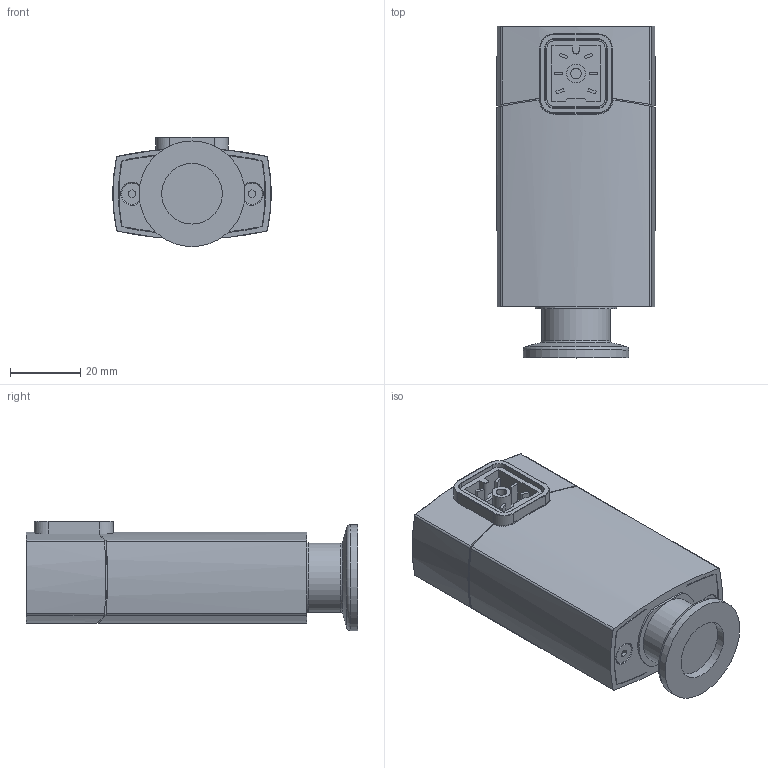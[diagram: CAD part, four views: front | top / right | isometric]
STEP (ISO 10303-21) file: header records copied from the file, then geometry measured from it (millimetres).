
FILE_DESCRIPTION((''),'2;1');
FILE_NAME('Bauteil5.stp','2012-05-16T10:40:19',('BEM'),(''),'Autodesk Inventor 2012','Autodesk Inventor 2012','');
FILE_SCHEMA(('AUTOMOTIVE_DESIGN { 1 0 10303 214 1 1 1 1 }'));
Length unit declared in the file: millimetre
Products named in the file (1): Bauteil5
Bounding box: 45 x 94.21 x 31 mm (x, y, z)
Volume: 26765.3 mm3; surface area: 36352.3 mm2
Topology: 1 solids, 1 shells, 715 faces, 1955 edges, 1275 vertices
Faces by surface type: plane 363, cylinder 250, cone 41, bspline 38, torus 23
Full cylindrical faces by diameter (mm): 0.8 x12, 1.2 x2, 1.3 x1, 2.013 x2, 2.4 x1, 2.6 x3, 2.8 x1, 2.9 x1, 3 x4, 3.2 x1, 3.4 x1, 3.6 x2, 4 x1, 4.09 x2, 5.3 x1, 5.69 x1, 6 x2, 16 x1, 17.2 x1, 18 x1, 19 x1, 19.5 x1, 30 x1
Entity records: 23873 total; most frequent: CARTESIAN_POINT 5460, ORIENTED_EDGE 3764, DIRECTION 3555, EDGE_CURVE 1882, VERTEX_POINT 1266, AXIS2_PLACEMENT_3D 1222, VECTOR 1111, LINE 1111
